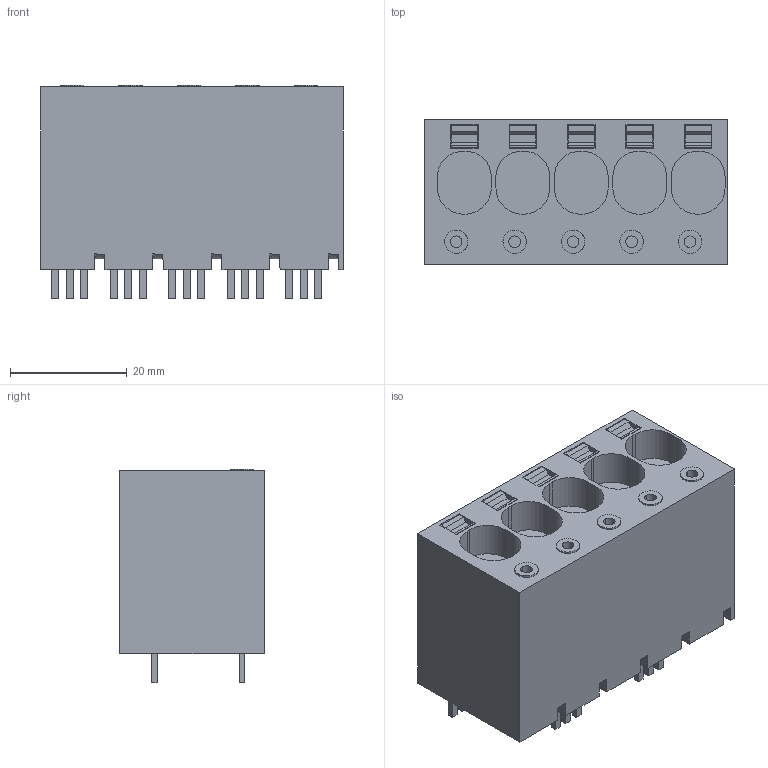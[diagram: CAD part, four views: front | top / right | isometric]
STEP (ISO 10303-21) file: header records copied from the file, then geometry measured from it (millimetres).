
FILE_DESCRIPTION(('CATIA V5 STEP Exchange','CAx-IF Rec.Pracs.--- Model Styling and Organization---1.2---2011-12-15'),'2;1');
FILE_NAME ('D1462846_0_2492140000_2492140000.stp','2018-03-29T09:30:32+00:00',('none'),('Weidmueller'),'CATIA Version 5-6 Release 2014','CATIA V5 STEP AP214','none');
FILE_SCHEMA(('AUTOMOTIVE_DESIGN { 1 0 10303 214 1 1 1 1 }'));
Length unit declared in the file: millimetre
Products named in the file (1): 2492140000
Bounding box: 51.8 x 24.7 x 36.6 mm (x, y, z)
Volume: 34610.2 mm3; surface area: 12493.7 mm2
Topology: 11 solids, 11 shells, 448 faces, 1211 edges, 810 vertices
Faces by surface type: plane 363, cylinder 50, extrusion 35
Entity records: 14284 total; most frequent: CARTESIAN_POINT 3189, ORIENTED_EDGE 2422, DIRECTION 1769, EDGE_CURVE 1211, VECTOR 1076, LINE 1041, VERTEX_POINT 810, EDGE_LOOP 473
